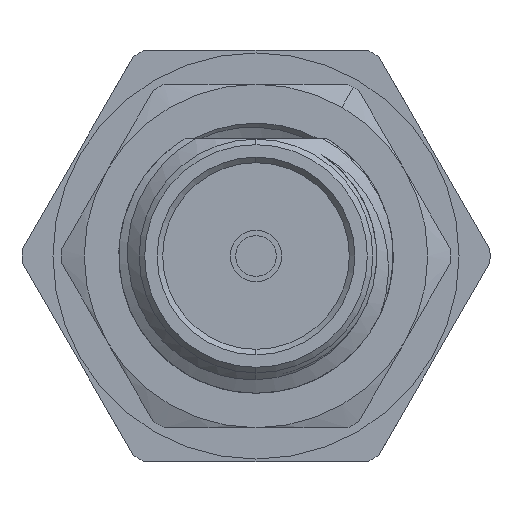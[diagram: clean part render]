
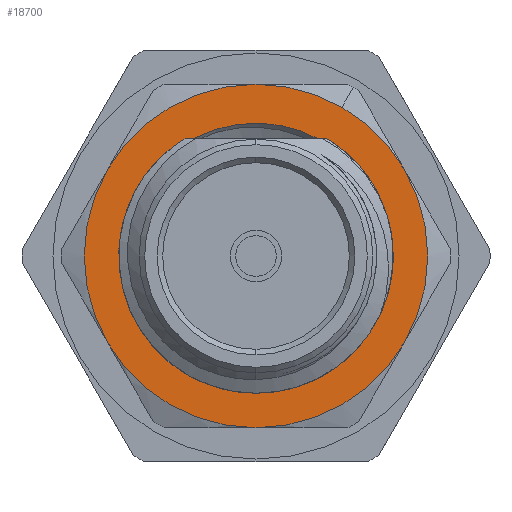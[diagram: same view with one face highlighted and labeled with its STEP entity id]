
A CAD part, left-side view. The second image highlights one B-rep face of the part: STEP entity #18700.
In plain terms, the highlighted planar face has unit normal (-1, 0, 0).
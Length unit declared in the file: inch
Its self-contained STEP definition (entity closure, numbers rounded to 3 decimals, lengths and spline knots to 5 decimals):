
#48 = ORIENTED_EDGE ( 'NONE', *, *, #27975, .T. ) ;
#350 = CARTESIAN_POINT ( 'NONE',  ( 0.27957, 0.11671, 0.032 ) ) ;
#869 = DIRECTION ( 'NONE',  ( 0., -0.5, 0.866 ) ) ;
#1064 = CARTESIAN_POINT ( 'NONE',  ( 0.27957, 0.11671, 0.032 ) ) ;
#1148 = CARTESIAN_POINT ( 'NONE',  ( 0.27957, 0., 0.1565 ) ) ;
#1161 = CARTESIAN_POINT ( 'NONE',  ( 0.27957, 0.12044, -0.03345 ) ) ;
#1192 = EDGE_CURVE ( 'NONE', #9992, #25161, #19018, .T. ) ;
#1556 = ORIENTED_EDGE ( 'NONE', *, *, #26999, .T. ) ;
#1605 = VERTEX_POINT ( 'NONE', #350 ) ;
#1821 = EDGE_LOOP ( 'NONE', ( #26344, #7053, #24062, #22415, #6189, #7614, #2263 ) ) ;
#1966 = EDGE_CURVE ( 'NONE', #22216, #6389, #14377, .T. ) ;
#1994 = FACE_BOUND ( 'NONE', #2725, .T. ) ;
#2061 = CIRCLE ( 'NONE', #27940, 0.1565 ) ;
#2263 = ORIENTED_EDGE ( 'NONE', *, *, #1192, .F. ) ;
#2605 = CARTESIAN_POINT ( 'NONE',  ( 0.27957, 0., 0. ) ) ;
#2725 = EDGE_LOOP ( 'NONE', ( #20831, #1556, #48, #7955, #7899 ) ) ;
#3004 = DIRECTION ( 'NONE',  ( 0., -0.5, 0.866 ) ) ;
#3219 = CIRCLE ( 'NONE', #21245, 0.1565 ) ;
#3466 = CARTESIAN_POINT ( 'NONE',  ( 0.27957, 0.12205, 0.01061 ) ) ;
#3960 = CARTESIAN_POINT ( 'NONE',  ( 0.27957, -0.13553, 0.07825 ) ) ;
#4000 = CARTESIAN_POINT ( 'NONE',  ( 0.27957, 0.0625, -0.10825 ) ) ;
#4283 = CARTESIAN_POINT ( 'NONE',  ( 0.27957, 0.02174, -0.12095 ) ) ;
#5263 = EDGE_CURVE ( 'NONE', #29042, #16625, #15742, .T. ) ;
#5465 = DIRECTION ( 'NONE',  ( -1., 0., 0. ) ) ;
#6189 = ORIENTED_EDGE ( 'NONE', *, *, #5263, .T. ) ;
#6298 = DIRECTION ( 'NONE',  ( -1., 0., 0. ) ) ;
#6339 = EDGE_CURVE ( 'NONE', #9992, #8322, #3219, .T. ) ;
#6389 = VERTEX_POINT ( 'NONE', #26703 ) ;
#6579 = CARTESIAN_POINT ( 'NONE',  ( 0.27957, 0.04279, -0.11663 ) ) ;
#7031 = CARTESIAN_POINT ( 'NONE',  ( 0.27957, 0.12044, -0.03345 ) ) ;
#7053 = ORIENTED_EDGE ( 'NONE', *, *, #26587, .T. ) ;
#7614 = ORIENTED_EDGE ( 'NONE', *, *, #10485, .T. ) ;
#7882 = DIRECTION ( 'NONE',  ( 1., 0., 0. ) ) ;
#7899 = ORIENTED_EDGE ( 'NONE', *, *, #8764, .T. ) ;
#7930 = DIRECTION ( 'NONE',  ( 0., -0.5, 0.866 ) ) ;
#7955 = ORIENTED_EDGE ( 'NONE', *, *, #19367, .T. ) ;
#8322 = VERTEX_POINT ( 'NONE', #26185 ) ;
#8435 = FACE_OUTER_BOUND ( 'NONE', #1821, .T. ) ;
#8723 = AXIS2_PLACEMENT_3D ( 'NONE', #2605, #25297, #3004 ) ;
#8764 = EDGE_CURVE ( 'NONE', #21566, #24296, #9288, .T. ) ;
#8959 = B_SPLINE_CURVE_WITH_KNOTS ( 'NONE', 3,
 ( #1161, #14856, #24141, #17452, #3466, #26235, #15153, #1064 ),
 .UNSPECIFIED., .F., .F.,
 ( 4, 2, 2, 4 ),
 ( 0., 0.00084, 0.00126, 0.00168 ),
 .UNSPECIFIED. ) ;
#9288 = B_SPLINE_CURVE_WITH_KNOTS ( 'NONE', 3,
 ( #24673, #15689, #4283, #6579, #15399, #4000 ),
 .UNSPECIFIED., .F., .F.,
 ( 4, 2, 4 ),
 ( 0.00134, 0.00215, 0.00296 ),
 .UNSPECIFIED. ) ;
#9562 = AXIS2_PLACEMENT_3D ( 'NONE', #25458, #15664, #14068 ) ;
#9992 = VERTEX_POINT ( 'NONE', #3960 ) ;
#10231 = DIRECTION ( 'NONE',  ( 1., 0., 0. ) ) ;
#10485 = EDGE_CURVE ( 'NONE', #16625, #25161, #22443, .T. ) ;
#10543 = DIRECTION ( 'NONE',  ( 0., -0.5, 0.866 ) ) ;
#10981 = CIRCLE ( 'NONE', #14741, 0.12102 ) ;
#11003 = DIRECTION ( 'NONE',  ( -1., 0., 0. ) ) ;
#11500 = AXIS2_PLACEMENT_3D ( 'NONE', #17222, #21602, #7930 ) ;
#12075 = DIRECTION ( 'NONE',  ( 0., -0.5, 0.866 ) ) ;
#12912 = CARTESIAN_POINT ( 'NONE',  ( 0.27957, 0., 0. ) ) ;
#13455 = CARTESIAN_POINT ( 'NONE',  ( 0.27957, -0.06051, 0.1048 ) ) ;
#13855 = CIRCLE ( 'NONE', #9562, 0.1565 ) ;
#14068 = DIRECTION ( 'NONE',  ( 0., -0.5, 0.866 ) ) ;
#14339 = CARTESIAN_POINT ( 'NONE',  ( 0.27957, 0.0625, -0.10825 ) ) ;
#14377 = CIRCLE ( 'NONE', #22170, 0.1565 ) ;
#14443 = DIRECTION ( 'NONE',  ( 0., -0.5, 0.866 ) ) ;
#14741 = AXIS2_PLACEMENT_3D ( 'NONE', #25417, #23101, #18925 ) ;
#14856 = CARTESIAN_POINT ( 'NONE',  ( 0.27957, 0.12276, -0.02252 ) ) ;
#15153 = CARTESIAN_POINT ( 'NONE',  ( 0.27957, 0.1185, 0.0268 ) ) ;
#15399 = CARTESIAN_POINT ( 'NONE',  ( 0.27957, 0.05287, -0.11312 ) ) ;
#15664 = DIRECTION ( 'NONE',  ( -1., 0., 0. ) ) ;
#15689 = CARTESIAN_POINT ( 'NONE',  ( 0.27957, 0.01103, -0.12169 ) ) ;
#15742 = CIRCLE ( 'NONE', #11500, 0.1565 ) ;
#16329 = CARTESIAN_POINT ( 'NONE',  ( 0.27957, -0.13553, -0.07825 ) ) ;
#16625 = VERTEX_POINT ( 'NONE', #23764 ) ;
#17022 = CIRCLE ( 'NONE', #20794, 0.12102 ) ;
#17136 = CARTESIAN_POINT ( 'NONE',  ( 0.27957, 0., 0. ) ) ;
#17222 = CARTESIAN_POINT ( 'NONE',  ( 0.27957, 0., 0. ) ) ;
#17289 = AXIS2_PLACEMENT_3D ( 'NONE', #12912, #11003, #17906 ) ;
#17452 = CARTESIAN_POINT ( 'NONE',  ( 0.27957, 0.12273, 0.00503 ) ) ;
#17709 = CARTESIAN_POINT ( 'NONE',  ( 0.27957, 0., 0. ) ) ;
#17906 = DIRECTION ( 'NONE',  ( 0., -0.5, 0.866 ) ) ;
#17976 = AXIS2_PLACEMENT_3D ( 'NONE', #17136, #10231, #14443 ) ;
#18551 = AXIS2_PLACEMENT_3D ( 'NONE', #18590, #21257, #12075 ) ;
#18590 = CARTESIAN_POINT ( 'NONE',  ( 0.27957, 0., 0. ) ) ;
#18700 = ADVANCED_FACE ( 'NONE', ( #8435, #1994 ), #18903, .F. ) ;
#18880 = CARTESIAN_POINT ( 'NONE',  ( 0.27957, 0., 0. ) ) ;
#18903 = PLANE ( 'NONE',  #8723 ) ;
#18925 = DIRECTION ( 'NONE',  ( 0., 0.5, -0.866 ) ) ;
#18961 = CARTESIAN_POINT ( 'NONE',  ( 0.27957, 0., 0. ) ) ;
#19018 = CIRCLE ( 'NONE', #18551, 0.1565 ) ;
#19367 = EDGE_CURVE ( 'NONE', #26525, #21566, #17022, .T. ) ;
#19628 = DIRECTION ( 'NONE',  ( -1., 0., 0. ) ) ;
#19908 = CARTESIAN_POINT ( 'NONE',  ( 0.27957, 0., 0. ) ) ;
#20794 = AXIS2_PLACEMENT_3D ( 'NONE', #18880, #7882, #28056 ) ;
#20831 = ORIENTED_EDGE ( 'NONE', *, *, #24399, .T. ) ;
#21245 = AXIS2_PLACEMENT_3D ( 'NONE', #19908, #19628, #10543 ) ;
#21257 = DIRECTION ( 'NONE',  ( 1., 0., 0. ) ) ;
#21566 = VERTEX_POINT ( 'NONE', #28933 ) ;
#21602 = DIRECTION ( 'NONE',  ( -1., 0., 0. ) ) ;
#22170 = AXIS2_PLACEMENT_3D ( 'NONE', #17709, #6298, #22283 ) ;
#22216 = VERTEX_POINT ( 'NONE', #1148 ) ;
#22283 = DIRECTION ( 'NONE',  ( 0., -0.5, 0.866 ) ) ;
#22415 = ORIENTED_EDGE ( 'NONE', *, *, #26696, .T. ) ;
#22443 = CIRCLE ( 'NONE', #17289, 0.1565 ) ;
#23101 = DIRECTION ( 'NONE',  ( 1., 0., 0. ) ) ;
#23764 = CARTESIAN_POINT ( 'NONE',  ( 0.27957, 0., -0.1565 ) ) ;
#24062 = ORIENTED_EDGE ( 'NONE', *, *, #1966, .T. ) ;
#24141 = CARTESIAN_POINT ( 'NONE',  ( 0.27957, 0.1236, -0.01154 ) ) ;
#24270 = VERTEX_POINT ( 'NONE', #7031 ) ;
#24296 = VERTEX_POINT ( 'NONE', #14339 ) ;
#24399 = EDGE_CURVE ( 'NONE', #24296, #24270, #25704, .T. ) ;
#24673 = CARTESIAN_POINT ( 'NONE',  ( 0.27957, 0.00039, -0.12102 ) ) ;
#25161 = VERTEX_POINT ( 'NONE', #16329 ) ;
#25297 = DIRECTION ( 'NONE',  ( 1., 0., 0. ) ) ;
#25417 = CARTESIAN_POINT ( 'NONE',  ( 0.27957, 0., 0. ) ) ;
#25458 = CARTESIAN_POINT ( 'NONE',  ( 0.27957, 0., 0. ) ) ;
#25704 = CIRCLE ( 'NONE', #17976, 0.125 ) ;
#26185 = CARTESIAN_POINT ( 'NONE',  ( 0.27957, -0.07825, 0.13553 ) ) ;
#26235 = CARTESIAN_POINT ( 'NONE',  ( 0.27957, 0.11993, 0.02148 ) ) ;
#26344 = ORIENTED_EDGE ( 'NONE', *, *, #6339, .T. ) ;
#26525 = VERTEX_POINT ( 'NONE', #13455 ) ;
#26587 = EDGE_CURVE ( 'NONE', #8322, #22216, #13855, .T. ) ;
#26696 = EDGE_CURVE ( 'NONE', #6389, #29042, #2061, .T. ) ;
#26703 = CARTESIAN_POINT ( 'NONE',  ( 0.27957, 0.13553, 0.07825 ) ) ;
#26999 = EDGE_CURVE ( 'NONE', #24270, #1605, #8959, .T. ) ;
#27940 = AXIS2_PLACEMENT_3D ( 'NONE', #18961, #5465, #869 ) ;
#27975 = EDGE_CURVE ( 'NONE', #1605, #26525, #10981, .T. ) ;
#28056 = DIRECTION ( 'NONE',  ( 0., 0.5, -0.866 ) ) ;
#28251 = CARTESIAN_POINT ( 'NONE',  ( 0.27957, 0.13553, -0.07825 ) ) ;
#28933 = CARTESIAN_POINT ( 'NONE',  ( 0.27957, 0.00039, -0.12102 ) ) ;
#29042 = VERTEX_POINT ( 'NONE', #28251 ) ;
